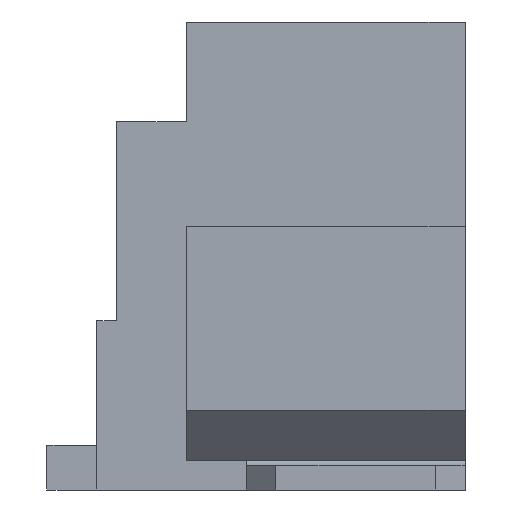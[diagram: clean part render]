
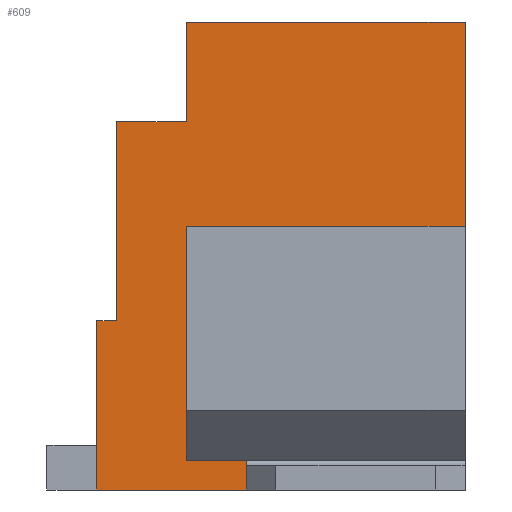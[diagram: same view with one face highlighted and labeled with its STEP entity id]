
A CAD part, left-side view. The second image highlights one B-rep face of the part: STEP entity #609.
In plain terms, the highlighted planar face has unit normal (-1, 0, 0).
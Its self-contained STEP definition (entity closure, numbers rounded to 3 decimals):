
#13=DIRECTION('',(0.,0.,1.));
#27=VECTOR('',#28,1.);
#28=DIRECTION('',(0.,-1.,0.));
#31=VERTEX_POINT('',#32);
#32=CARTESIAN_POINT('',(-7.75,0.2,4.7));
#37=EDGE_CURVE('',#31,#38,#40,.T.);
#38=VERTEX_POINT('',#39);
#39=CARTESIAN_POINT('',(-7.75,-2.6,4.7));
#40=LINE('',#41,#27);
#41=CARTESIAN_POINT('',(-7.75,1.1,4.7));
#52=VECTOR('',#53,1.);
#53=DIRECTION('',(0.,1.,0.));
#140=CARTESIAN_POINT('',(-7.75,-2.6,1.6));
#147=LINE('',#140,#148);
#148=VECTOR('',#149,1.);
#149=DIRECTION('',(0.,0.,-1.));
#152=VERTEX_POINT('',#153);
#153=CARTESIAN_POINT('',(-7.75,-2.6,0.35));
#155=VECTOR('',#156,1.);
#156=DIRECTION('',(0.,0.,-1.));
#158=EDGE_CURVE('',#152,#159,#147,.T.);
#159=VERTEX_POINT('',#160);
#160=CARTESIAN_POINT('',(-7.75,-2.6,0.));
#171=VECTOR('',#13,1.);
#548=EDGE_CURVE('',#549,#38,#551,.T.);
#549=VERTEX_POINT('',#550);
#550=CARTESIAN_POINT('',(-7.75,-2.6,2.65));
#551=LINE('',#160,#171);
#574=CARTESIAN_POINT('',(-7.75,-2.6,0.3));
#609=ADVANCED_FACE('',(#610),#670,.T.);
#610=FACE_BOUND('',#611,.T.);
#611=EDGE_LOOP('',(#612,#619,#622,#623,#628,#634,#639,#644,#647,#648,#649,#656,#661,#667));
#612=ORIENTED_EDGE('',*,*,#613,.F.);
#613=EDGE_CURVE('',#614,#616,#618,.T.);
#614=VERTEX_POINT('',#615);
#615=CARTESIAN_POINT('',(-7.75,1.1,0.));
#616=VERTEX_POINT('',#617);
#617=CARTESIAN_POINT('',(-7.75,1.1,1.7));
#618=LINE('',#615,#171);
#619=ORIENTED_EDGE('',*,*,#620,.T.);
#620=EDGE_CURVE('',#614,#159,#621,.T.);
#621=LINE('',#615,#27);
#622=ORIENTED_EDGE('',*,*,#158,.F.);
#623=ORIENTED_EDGE('',*,*,#624,.F.);
#624=EDGE_CURVE('',#625,#152,#627,.T.);
#625=VERTEX_POINT('',#626);
#626=CARTESIAN_POINT('',(-7.75,-0.4,0.35));
#627=LINE('',#626,#27);
#628=ORIENTED_EDGE('',*,*,#629,.T.);
#629=EDGE_CURVE('',#625,#630,#632,.T.);
#630=VERTEX_POINT('',#631);
#631=CARTESIAN_POINT('',(-7.75,-0.4,0.3));
#632=LINE('',#633,#148);
#633=CARTESIAN_POINT('',(-7.75,-0.4,1.6));
#634=ORIENTED_EDGE('',*,*,#635,.T.);
#635=EDGE_CURVE('',#630,#636,#638,.T.);
#636=VERTEX_POINT('',#637);
#637=CARTESIAN_POINT('',(-7.75,0.2,0.3));
#638=LINE('',#574,#52);
#639=ORIENTED_EDGE('',*,*,#640,.F.);
#640=EDGE_CURVE('',#641,#636,#643,.T.);
#641=VERTEX_POINT('',#642);
#642=CARTESIAN_POINT('',(-7.75,0.2,2.65));
#643=LINE('',#642,#155);
#644=ORIENTED_EDGE('',*,*,#645,.F.);
#645=EDGE_CURVE('',#549,#641,#646,.T.);
#646=LINE('',#550,#52);
#647=ORIENTED_EDGE('',*,*,#548,.T.);
#648=ORIENTED_EDGE('',*,*,#37,.F.);
#649=ORIENTED_EDGE('',*,*,#650,.T.);
#650=EDGE_CURVE('',#31,#651,#653,.T.);
#651=VERTEX_POINT('',#652);
#652=CARTESIAN_POINT('',(-7.75,0.2,3.7));
#653=LINE('',#32,#654);
#654=VECTOR('',#655,1.);
#655=DIRECTION('',(-0.,-0.,-1.));
#656=ORIENTED_EDGE('',*,*,#657,.F.);
#657=EDGE_CURVE('',#658,#651,#660,.T.);
#658=VERTEX_POINT('',#659);
#659=CARTESIAN_POINT('',(-7.75,0.9,3.7));
#660=LINE('',#659,#27);
#661=ORIENTED_EDGE('',*,*,#662,.T.);
#662=EDGE_CURVE('',#658,#663,#665,.T.);
#663=VERTEX_POINT('',#664);
#664=CARTESIAN_POINT('',(-7.75,0.9,1.7));
#665=LINE('',#666,#654);
#666=CARTESIAN_POINT('',(-7.75,0.9,4.7));
#667=ORIENTED_EDGE('',*,*,#668,.F.);
#668=EDGE_CURVE('',#616,#663,#669,.T.);
#669=LINE('',#617,#27);
#670=PLANE('',#671);
#671=AXIS2_PLACEMENT_3D('',#672,#673,#674);
#672=CARTESIAN_POINT('',(-7.75,-0.718,2.071));
#673=DIRECTION('',(-1.,0.,0.));
#674=DIRECTION('',(0.,-1.,0.));
